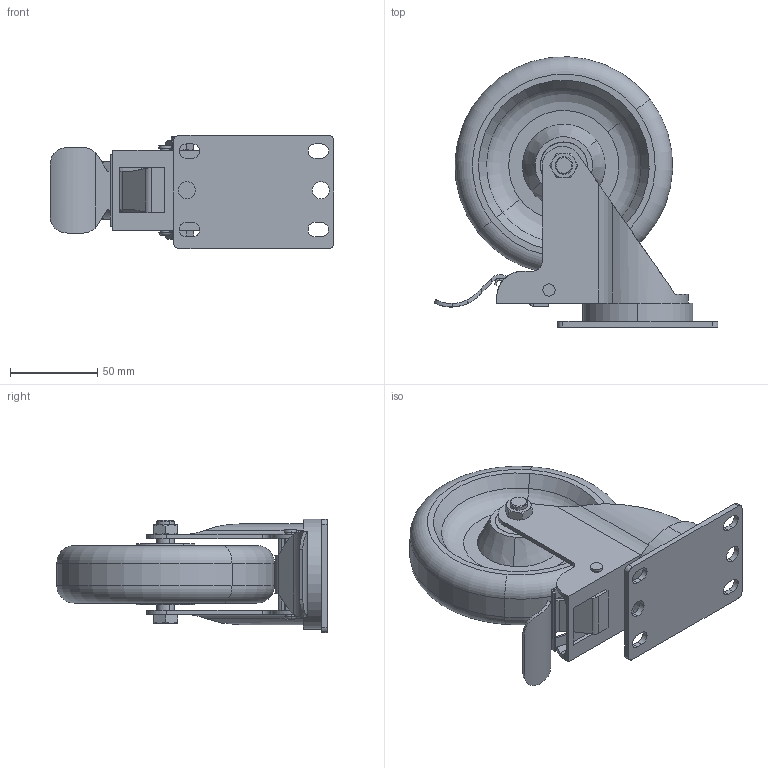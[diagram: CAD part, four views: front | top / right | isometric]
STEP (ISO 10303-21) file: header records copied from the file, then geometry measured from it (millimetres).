
FILE_DESCRIPTION (( 'STEP AP214' ), '1' );
FILE_NAME ('B361 Êîëåñî Ô125 ìì ñ ïëàòôîðìîé ñ òîðìîçîì.STEP', '2025-06-09T12:36:46', ( '' ), ( '' ), 'SwSTEP 2.0', 'SolidWorks 2025', '' );
FILE_SCHEMA (( 'AUTOMOTIVE_DESIGN' ));
Length unit declared in the file: millimetre
Products named in the file (11): B361 тормоз_2_00; B361 Гайка_00; B361 Вал_00; B361 колесо_01; B361 Колесо Ф125 мм с платформой с тормозом; B361 тормоз_1_00; B361 внутрь колеса_00; B361 Стойка_00; B361 Болт_00; B361 пластина_00; B361 ось_00
Assembly tree (10 placements, depth 2):
  B361 Колесо Ф125 мм с платформой с тормозом
    B361 пластина_00
    B361 ось_00
    B361 Стойка_00
    B361 Вал_00
    B361 тормоз_1_00
    B361 тормоз_2_00
    B361 колесо_01
    B361 внутрь колеса_00
    B361 Болт_00
    B361 Гайка_00
Bounding box: 163 x 155.2 x 65 mm (x, y, z)
Volume: 329016.4 mm3; surface area: 110079.3 mm2
Topology: 11 solids, 11 shells, 253 faces, 631 edges, 409 vertices
Faces by surface type: plane 110, cylinder 91, cone 32, torus 16, bspline 4
Entity records: 8431 total; most frequent: CARTESIAN_POINT 1912, DIRECTION 1332, ORIENTED_EDGE 1262, EDGE_CURVE 631, AXIS2_PLACEMENT_3D 511, VERTEX_POINT 409, VECTOR 310, LINE 310
